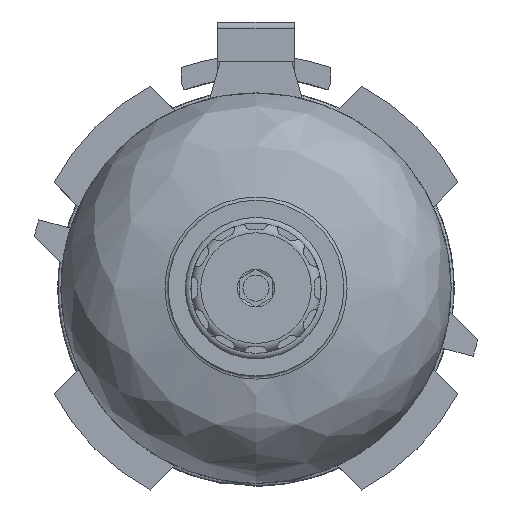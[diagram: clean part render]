
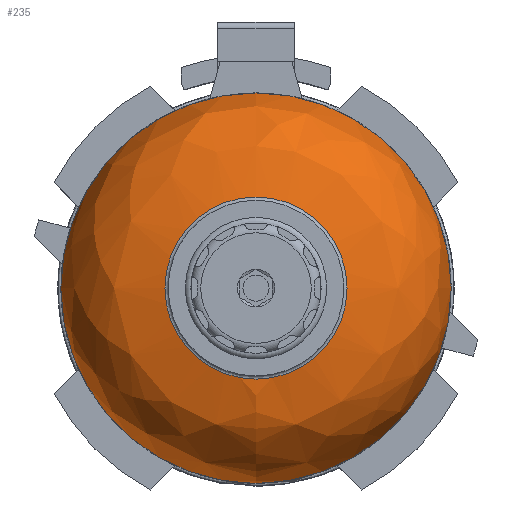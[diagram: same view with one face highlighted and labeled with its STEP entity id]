
A CAD part, front view. The second image highlights one B-rep face of the part: STEP entity #235.
In plain terms, the highlighted free-form (B-spline) face has degree [3, 3] with [4, 7] control points.
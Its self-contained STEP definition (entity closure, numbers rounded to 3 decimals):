
#235 = ADVANCED_FACE( '', ( #560, #561 ), #562, .T. );
#560 = FACE_OUTER_BOUND( '', #1184, .T. );
#561 = FACE_OUTER_BOUND( '', #1185, .T. );
#562 = ( BOUNDED_SURFACE(  )B_SPLINE_SURFACE( 3, 3, ( ( #1188, #1189, #1190, #1191, #1192, #1193, #1194 ), ( #1195, #1196, #1197, #1198, #1199, #1200, #1201 ), ( #1202, #1203, #1204, #1205, #1206, #1207, #1208 ), ( #1209, #1210, #1211, #1212, #1213, #1214, #1215 ) ), .UNSPECIFIED., .F., .T., .F. )B_SPLINE_SURFACE_WITH_KNOTS( ( 4, 4 ), ( 4, 3, 4 ), ( 0., 6.283 ), ( 0., 0.785, 1.571 ), .UNSPECIFIED. )GEOMETRIC_REPRESENTATION_ITEM(  )RATIONAL_B_SPLINE_SURFACE( ( ( 1., 0.333, 0.333, 1., 0.333, 0.333, 1. ), ( 0.805, 0.268, 0.268, 0.805, 0.268, 0.268, 0.805 ), ( 0.805, 0.268, 0.268, 0.805, 0.268, 0.268, 0.805 ), ( 1., 0.333, 0.333, 1., 0.333, 0.333, 1. ) ) )REPRESENTATION_ITEM( '' )SURFACE(  ) );
#1184 = EDGE_LOOP( '', ( #1981 ) );
#1185 = EDGE_LOOP( '', ( #1982 ) );
#1188 = CARTESIAN_POINT( '', ( 0., 1.5, -14. ) );
#1189 = CARTESIAN_POINT( '', ( 28., 1.5, -14. ) );
#1190 = CARTESIAN_POINT( '', ( 28., 1.5, 14. ) );
#1191 = CARTESIAN_POINT( '', ( 0., 1.5, 14. ) );
#1192 = CARTESIAN_POINT( '', ( -28., 1.5, 14. ) );
#1193 = CARTESIAN_POINT( '', ( -28., 1.5, -14. ) );
#1194 = CARTESIAN_POINT( '', ( 0., 1.5, -14. ) );
#1195 = CARTESIAN_POINT( '', ( 0., 1.5, -23.373 ) );
#1196 = CARTESIAN_POINT( '', ( 46.745, 1.5, -23.373 ) );
#1197 = CARTESIAN_POINT( '', ( 46.745, 1.5, 23.373 ) );
#1198 = CARTESIAN_POINT( '', ( 0., 1.5, 23.373 ) );
#1199 = CARTESIAN_POINT( '', ( -46.745, 1.5, 23.373 ) );
#1200 = CARTESIAN_POINT( '', ( -46.745, 1.5, -23.373 ) );
#1201 = CARTESIAN_POINT( '', ( 0., 1.5, -23.373 ) );
#1202 = CARTESIAN_POINT( '', ( 0., 8.127, -30. ) );
#1203 = CARTESIAN_POINT( '', ( 60., 8.127, -30. ) );
#1204 = CARTESIAN_POINT( '', ( 60., 8.127, 30. ) );
#1205 = CARTESIAN_POINT( '', ( 0., 8.127, 30. ) );
#1206 = CARTESIAN_POINT( '', ( -60., 8.127, 30. ) );
#1207 = CARTESIAN_POINT( '', ( -60., 8.127, -30. ) );
#1208 = CARTESIAN_POINT( '', ( 0., 8.127, -30. ) );
#1209 = CARTESIAN_POINT( '', ( 0., 17.5, -30. ) );
#1210 = CARTESIAN_POINT( '', ( 60., 17.5, -30. ) );
#1211 = CARTESIAN_POINT( '', ( 60., 17.5, 30. ) );
#1212 = CARTESIAN_POINT( '', ( 0., 17.5, 30. ) );
#1213 = CARTESIAN_POINT( '', ( -60., 17.5, 30. ) );
#1214 = CARTESIAN_POINT( '', ( -60., 17.5, -30. ) );
#1215 = CARTESIAN_POINT( '', ( 0., 17.5, -30. ) );
#1981 = ORIENTED_EDGE( '', *, *, #4213, .T. );
#1982 = ORIENTED_EDGE( '', *, *, #4212, .F. );
#4212 = EDGE_CURVE( '', #5017, #5017, #5018, .T. );
#4213 = EDGE_CURVE( '', #5019, #5019, #5020, .T. );
#5017 = VERTEX_POINT( '', #6318 );
#5018 = CIRCLE( '', #6319, 14. );
#5019 = VERTEX_POINT( '', #6320 );
#5020 = CIRCLE( '', #6321, 30. );
#6318 = CARTESIAN_POINT( '', ( 0., 1.5, -14. ) );
#6319 = AXIS2_PLACEMENT_3D( '', #8577, #8578, #8579 );
#6320 = CARTESIAN_POINT( '', ( 0., 17.5, -30. ) );
#6321 = AXIS2_PLACEMENT_3D( '', #8580, #8581, #8582 );
#8577 = CARTESIAN_POINT( '', ( 0., 1.5, 0. ) );
#8578 = DIRECTION( '', ( 0., -1., 0. ) );
#8579 = DIRECTION( '', ( 0., 0., -1. ) );
#8580 = CARTESIAN_POINT( '', ( 0., 17.5, 0. ) );
#8581 = DIRECTION( '', ( 0., -1., 0. ) );
#8582 = DIRECTION( '', ( 0., 0., -1. ) );
